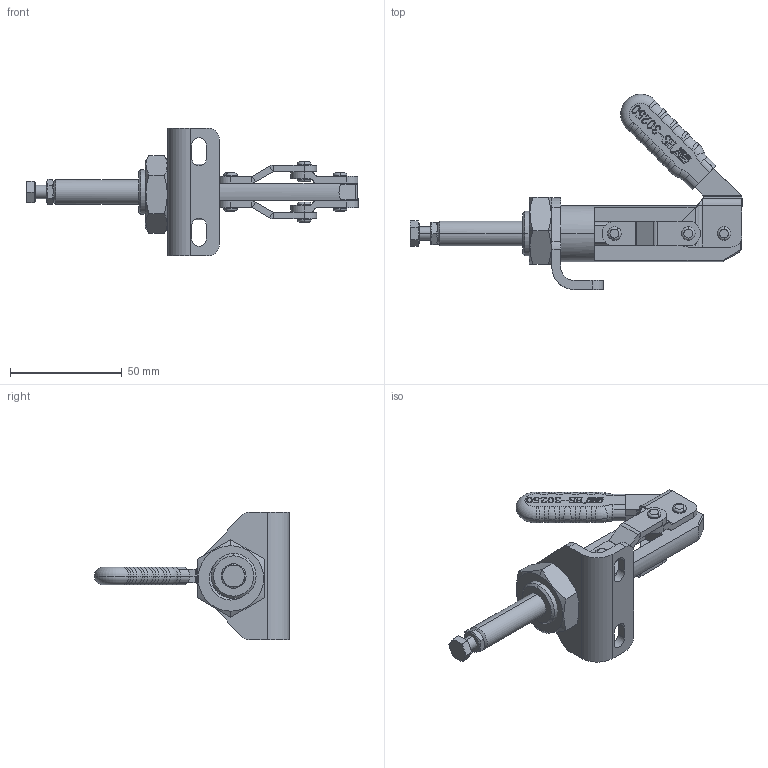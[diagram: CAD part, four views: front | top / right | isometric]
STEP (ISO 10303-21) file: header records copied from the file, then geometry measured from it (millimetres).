
FILE_DESCRIPTION (( 'STEP AP203' ), '1' );
FILE_NAME ('HS-30250 装配体.STEP', '2018-12-07T06:35:50', ( 'PCOS' ), ( '微软中国' ), 'SwSTEP 2.0', 'SolidWorks 2012', '' );
FILE_SCHEMA (( 'CONFIG_CONTROL_DESIGN' ));
Length unit declared in the file: millimetre
Products named in the file (14): HS-30250 蚾饜极; hex thin nuts-grades ab-chamfered gb_GB_FASTENER_NUT_STNAB  B M20-N; hex thin nuts-grades ab-chamfered gb_GB_FASTENER_NUT_STNAB M6-N; hexagon head bolts-full thread gb_GB_FASTENER_BOLT_STBAB A M6X16-N; 种2; 种1; 忒參; 埴菁釱; 挴裝; 忒梟酘; 忒梟衵; 蟀裝酘; 蟀裝衵; 菁釱盓殤
Assembly tree (15 placements, depth 2):
  HS-30250 蚾饜极
    菁釱盓殤
    蟀裝衵
    蟀裝酘
    忒梟衵
    忒梟酘
    挴裝
    埴菁釱
    忒參
    种1  x2
    种2  x2
    hexagon head bolts-full thread gb_GB_FASTENER_BOLT_STBAB A M6X16-N
    hex thin nuts-grades ab-chamfered gb_GB_FASTENER_NUT_STNAB M6-N
    hex thin nuts-grades ab-chamfered gb_GB_FASTENER_NUT_STNAB  B M20-N
Bounding box: 148.35 x 87.24 x 57 mm (x, y, z)
Volume: 55267.7 mm3; surface area: 31041.1 mm2
Topology: 15 solids, 15 shells, 754 faces, 1913 edges, 1221 vertices
Faces by surface type: plane 332, bspline 161, cylinder 151, torus 76, cone 34
Entity records: 30316 total; most frequent: CARTESIAN_POINT 11979, ORIENTED_EDGE 3718, DIRECTION 3105, EDGE_CURVE 1859, VERTEX_POINT 1189, AXIS2_PLACEMENT_3D 1064, LINE 977, VECTOR 977
